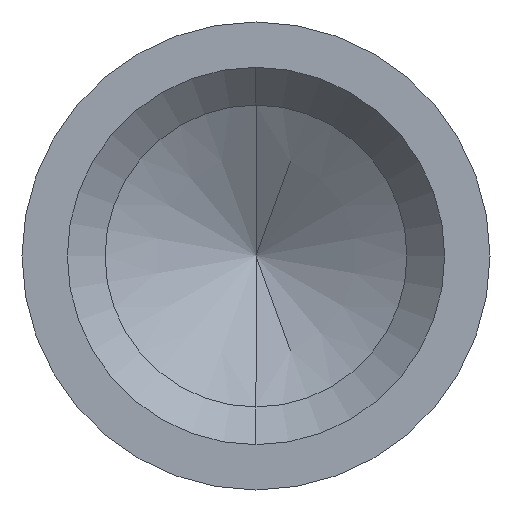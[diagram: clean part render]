
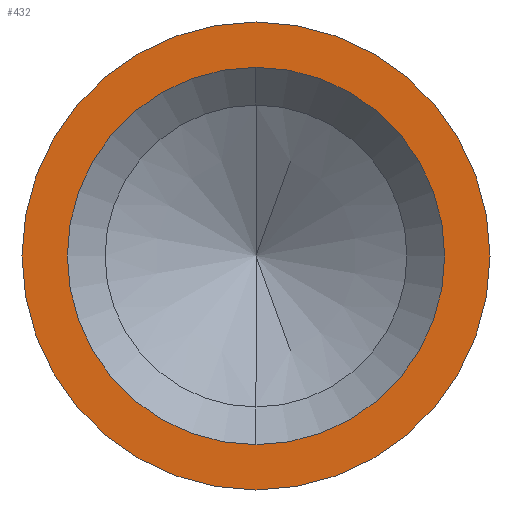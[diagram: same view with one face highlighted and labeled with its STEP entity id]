
A CAD part, left-side view. The second image highlights one B-rep face of the part: STEP entity #432.
In plain terms, the highlighted planar face has unit normal (-1, 0, 0).
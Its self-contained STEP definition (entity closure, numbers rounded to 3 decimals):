
#6 = VERTEX_POINT ( 'NONE', #495 ) ;
#54 = AXIS2_PLACEMENT_3D ( 'NONE', #333, #602, #291 ) ;
#62 = EDGE_CURVE ( 'NONE', #541, #6, #240, .T. ) ;
#64 = CARTESIAN_POINT ( 'NONE',  ( 0., 0., 0. ) ) ;
#66 = DIRECTION ( 'NONE',  ( 1., 0., 0. ) ) ;
#129 = CARTESIAN_POINT ( 'NONE',  ( 0., 0., 2.5 ) ) ;
#168 = AXIS2_PLACEMENT_3D ( 'NONE', #577, #309, #624 ) ;
#177 = CIRCLE ( 'NONE', #239, 2.5 ) ;
#189 = CARTESIAN_POINT ( 'NONE',  ( 0., 3.1, 0. ) ) ;
#209 = EDGE_CURVE ( 'NONE', #627, #586, #540, .T. ) ;
#220 = EDGE_CURVE ( 'NONE', #6, #541, #177, .T. ) ;
#221 = DIRECTION ( 'NONE',  ( 1., 0., 0. ) ) ;
#223 = EDGE_CURVE ( 'NONE', #586, #627, #595, .T. ) ;
#239 = AXIS2_PLACEMENT_3D ( 'NONE', #481, #221, #526 ) ;
#240 = CIRCLE ( 'NONE', #54, 2.5 ) ;
#250 = ORIENTED_EDGE ( 'NONE', *, *, #62, .T. ) ;
#275 = AXIS2_PLACEMENT_3D ( 'NONE', #312, #626, #351 ) ;
#291 = DIRECTION ( 'NONE',  ( 0., 1., 0. ) ) ;
#309 = DIRECTION ( 'NONE',  ( -1., 0., 0. ) ) ;
#312 = CARTESIAN_POINT ( 'NONE',  ( 0., 0., 0. ) ) ;
#313 = ORIENTED_EDGE ( 'NONE', *, *, #220, .T. ) ;
#329 = FACE_BOUND ( 'NONE', #348, .T. ) ;
#331 = CARTESIAN_POINT ( 'NONE',  ( 0., -3.1, 0. ) ) ;
#333 = CARTESIAN_POINT ( 'NONE',  ( 0., 0., 0. ) ) ;
#348 = EDGE_LOOP ( 'NONE', ( #250, #313 ) ) ;
#351 = DIRECTION ( 'NONE',  ( 0., -1., 0. ) ) ;
#365 = PLANE ( 'NONE',  #523 ) ;
#392 = ORIENTED_EDGE ( 'NONE', *, *, #223, .T. ) ;
#403 = EDGE_LOOP ( 'NONE', ( #536, #392 ) ) ;
#404 = DIRECTION ( 'NONE',  ( 0., 1., 0. ) ) ;
#432 = ADVANCED_FACE ( 'NONE', ( #329, #618 ), #365, .F. ) ;
#481 = CARTESIAN_POINT ( 'NONE',  ( 0., 0., 0. ) ) ;
#495 = CARTESIAN_POINT ( 'NONE',  ( 0., 0., -2.5 ) ) ;
#523 = AXIS2_PLACEMENT_3D ( 'NONE', #64, #66, #404 ) ;
#526 = DIRECTION ( 'NONE',  ( 0., 1., 0. ) ) ;
#536 = ORIENTED_EDGE ( 'NONE', *, *, #209, .T. ) ;
#540 = CIRCLE ( 'NONE', #168, 3.1 ) ;
#541 = VERTEX_POINT ( 'NONE', #129 ) ;
#577 = CARTESIAN_POINT ( 'NONE',  ( 0., 0., 0. ) ) ;
#586 = VERTEX_POINT ( 'NONE', #189 ) ;
#595 = CIRCLE ( 'NONE', #275, 3.1 ) ;
#602 = DIRECTION ( 'NONE',  ( 1., 0., 0. ) ) ;
#618 = FACE_OUTER_BOUND ( 'NONE', #403, .T. ) ;
#624 = DIRECTION ( 'NONE',  ( 0., -1., 0. ) ) ;
#626 = DIRECTION ( 'NONE',  ( -1., 0., 0. ) ) ;
#627 = VERTEX_POINT ( 'NONE', #331 ) ;
